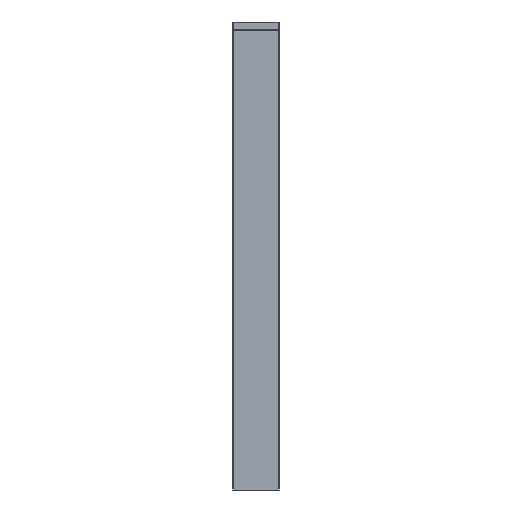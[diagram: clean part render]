
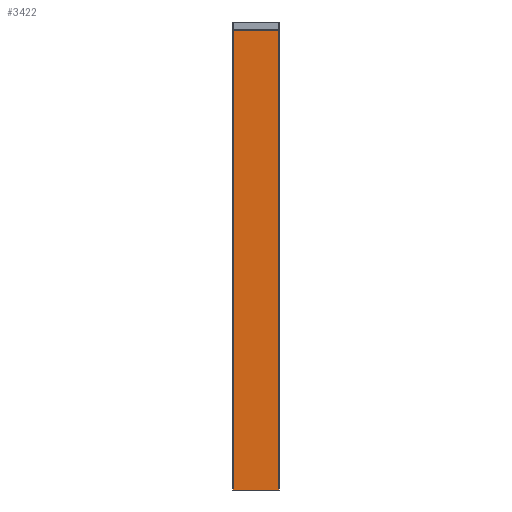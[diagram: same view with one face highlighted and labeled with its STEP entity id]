
A CAD part, front view. The second image highlights one B-rep face of the part: STEP entity #3422.
In plain terms, the highlighted planar face has unit normal (0, -1, 0).
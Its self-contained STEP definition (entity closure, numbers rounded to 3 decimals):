
#505 = VERTEX_POINT ( 'NONE', #5651 ) ;
#515 = VECTOR ( 'NONE', #3383, 1000. ) ;
#635 = ORIENTED_EDGE ( 'NONE', *, *, #1035, .T. ) ;
#1035 = EDGE_CURVE ( 'NONE', #7413, #1370, #2844, .T. ) ;
#1370 = VERTEX_POINT ( 'NONE', #6435 ) ;
#1889 = EDGE_CURVE ( 'NONE', #505, #7413, #6653, .T. ) ;
#1940 = DIRECTION ( 'NONE',  ( 0., 1., 0. ) ) ;
#2070 = CARTESIAN_POINT ( 'NONE',  ( -147.5, 0., 3050. ) ) ;
#2133 = CARTESIAN_POINT ( 'NONE',  ( -147.5, 0., 2994.341 ) ) ;
#2398 = CARTESIAN_POINT ( 'NONE',  ( 0., 0., 3050. ) ) ;
#2450 = EDGE_CURVE ( 'NONE', #505, #5164, #3332, .T. ) ;
#2483 = PLANE ( 'NONE',  #2846 ) ;
#2844 = LINE ( 'NONE', #2070, #515 ) ;
#2846 = AXIS2_PLACEMENT_3D ( 'NONE', #2398, #1940, #7535 ) ;
#3024 = LINE ( 'NONE', #5401, #4990 ) ;
#3332 = LINE ( 'NONE', #6597, #6096 ) ;
#3383 = DIRECTION ( 'NONE',  ( 0., 0., -1. ) ) ;
#3422 = ADVANCED_FACE ( 'NONE', ( #4300 ), #2483, .F. ) ;
#3584 = ORIENTED_EDGE ( 'NONE', *, *, #2450, .F. ) ;
#4300 = FACE_OUTER_BOUND ( 'NONE', #6514, .T. ) ;
#4898 = DIRECTION ( 'NONE',  ( -1., 0., 0. ) ) ;
#4990 = VECTOR ( 'NONE', #6052, 1000. ) ;
#5009 = ORIENTED_EDGE ( 'NONE', *, *, #1889, .T. ) ;
#5164 = VERTEX_POINT ( 'NONE', #6339 ) ;
#5383 = ORIENTED_EDGE ( 'NONE', *, *, #7146, .T. ) ;
#5401 = CARTESIAN_POINT ( 'NONE',  ( 0., 0., 0. ) ) ;
#5651 = CARTESIAN_POINT ( 'NONE',  ( 147.5, 0., 2994.341 ) ) ;
#6052 = DIRECTION ( 'NONE',  ( 1., 0., 0. ) ) ;
#6096 = VECTOR ( 'NONE', #7127, 1000. ) ;
#6159 = CARTESIAN_POINT ( 'NONE',  ( 148.5, 0., 2994.341 ) ) ;
#6339 = CARTESIAN_POINT ( 'NONE',  ( 147.5, 0., 0. ) ) ;
#6435 = CARTESIAN_POINT ( 'NONE',  ( -147.5, 0., 0. ) ) ;
#6514 = EDGE_LOOP ( 'NONE', ( #3584, #5009, #635, #5383 ) ) ;
#6597 = CARTESIAN_POINT ( 'NONE',  ( 147.5, 0., 3050. ) ) ;
#6602 = VECTOR ( 'NONE', #4898, 1000. ) ;
#6653 = LINE ( 'NONE', #6159, #6602 ) ;
#7127 = DIRECTION ( 'NONE',  ( 0., 0., -1. ) ) ;
#7146 = EDGE_CURVE ( 'NONE', #1370, #5164, #3024, .T. ) ;
#7413 = VERTEX_POINT ( 'NONE', #2133 ) ;
#7535 = DIRECTION ( 'NONE',  ( -1., 0., 0. ) ) ;
